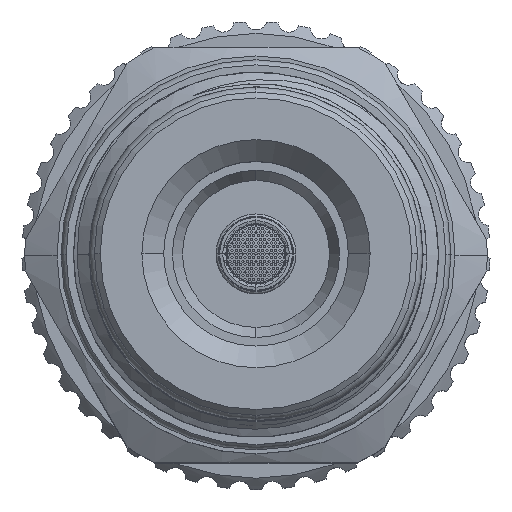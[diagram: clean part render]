
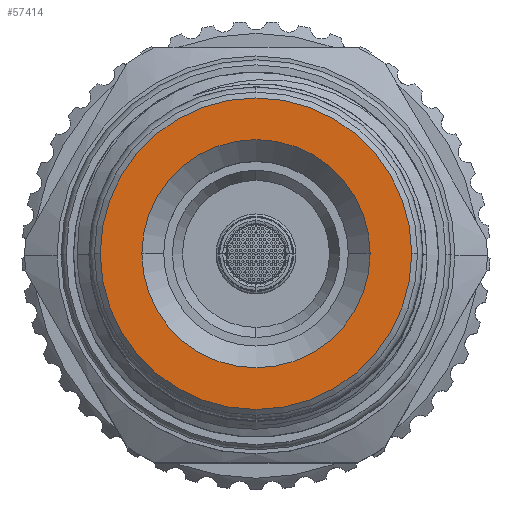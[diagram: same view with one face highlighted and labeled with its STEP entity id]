
A CAD part, top view. The second image highlights one B-rep face of the part: STEP entity #57414.
In plain terms, the highlighted planar face has unit normal (0, 0, 1).
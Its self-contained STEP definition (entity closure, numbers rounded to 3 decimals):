
#8942 = FACE_OUTER_BOUND ( 'NONE', #80063, .T. ) ;
#8946 = FACE_BOUND ( 'NONE', #79220, .T. ) ;
#33441 = AXIS2_PLACEMENT_3D ( 'NONE', #37212, #37222, #37224 ) ;
#34250 = AXIS2_PLACEMENT_3D ( 'NONE', #68087, #68088, #68089 ) ;
#34253 = AXIS2_PLACEMENT_3D ( 'NONE', #68103, #68104, #68105 ) ;
#34439 = AXIS2_PLACEMENT_3D ( 'NONE', #76491, #76493, #76495 ) ;
#34440 = AXIS2_PLACEMENT_3D ( 'NONE', #76501, #76502, #76504 ) ;
#37212 = CARTESIAN_POINT ( 'NONE',  ( 0., 0., 25.4 ) ) ;
#37218 = PLANE ( 'NONE',  #33441 ) ;
#37222 = DIRECTION ( 'NONE',  ( 0., 0., -1. ) ) ;
#37224 = DIRECTION ( 'NONE',  ( -1., 0., 0. ) ) ;
#40196 = CARTESIAN_POINT ( 'NONE',  ( -10.715, 0., 25.4 ) ) ;
#40209 = CARTESIAN_POINT ( 'NONE',  ( -7.85, 0., 25.4 ) ) ;
#40480 = CARTESIAN_POINT ( 'NONE',  ( 7.85, 0., 25.4 ) ) ;
#40938 = CARTESIAN_POINT ( 'NONE',  ( 10.715, 0., 25.4 ) ) ;
#43720 = CIRCLE ( 'NONE', #34250, 10.715 ) ;
#43729 = CIRCLE ( 'NONE', #34253, 7.85 ) ;
#44168 = CIRCLE ( 'NONE', #34439, 10.715 ) ;
#44172 = CIRCLE ( 'NONE', #34440, 7.85 ) ;
#57414 = ADVANCED_FACE ( 'NONE', ( #8942, #8946 ), #37218, .F. ) ;
#61554 = EDGE_CURVE ( 'NONE', #85645, #85229, #43720, .T. ) ;
#61560 = EDGE_CURVE ( 'NONE', #85236, #85382, #43729, .T. ) ;
#62227 = EDGE_CURVE ( 'NONE', #85229, #85645, #44168, .T. ) ;
#62230 = EDGE_CURVE ( 'NONE', #85382, #85236, #44172, .T. ) ;
#68087 = CARTESIAN_POINT ( 'NONE',  ( 0., 0., 25.4 ) ) ;
#68088 = DIRECTION ( 'NONE',  ( 0., 0., 1. ) ) ;
#68089 = DIRECTION ( 'NONE',  ( -1., 0., 0. ) ) ;
#68103 = CARTESIAN_POINT ( 'NONE',  ( 0., 0., 25.4 ) ) ;
#68104 = DIRECTION ( 'NONE',  ( 0., 0., 1. ) ) ;
#68105 = DIRECTION ( 'NONE',  ( 1., 0., 0. ) ) ;
#76491 = CARTESIAN_POINT ( 'NONE',  ( 0., 0., 25.4 ) ) ;
#76493 = DIRECTION ( 'NONE',  ( 0., 0., 1. ) ) ;
#76495 = DIRECTION ( 'NONE',  ( -1., 0., 0. ) ) ;
#76501 = CARTESIAN_POINT ( 'NONE',  ( 0., 0., 25.4 ) ) ;
#76502 = DIRECTION ( 'NONE',  ( 0., 0., 1. ) ) ;
#76504 = DIRECTION ( 'NONE',  ( 1., 0., 0. ) ) ;
#77275 = ORIENTED_EDGE ( 'NONE', *, *, #62227, .T. ) ;
#77277 = ORIENTED_EDGE ( 'NONE', *, *, #61554, .T. ) ;
#77278 = ORIENTED_EDGE ( 'NONE', *, *, #62230, .F. ) ;
#77280 = ORIENTED_EDGE ( 'NONE', *, *, #61560, .F. ) ;
#79220 = EDGE_LOOP ( 'NONE', ( #77278, #77280 ) ) ;
#80063 = EDGE_LOOP ( 'NONE', ( #77275, #77277 ) ) ;
#85229 = VERTEX_POINT ( 'NONE', #40196 ) ;
#85236 = VERTEX_POINT ( 'NONE', #40209 ) ;
#85382 = VERTEX_POINT ( 'NONE', #40480 ) ;
#85645 = VERTEX_POINT ( 'NONE', #40938 ) ;
